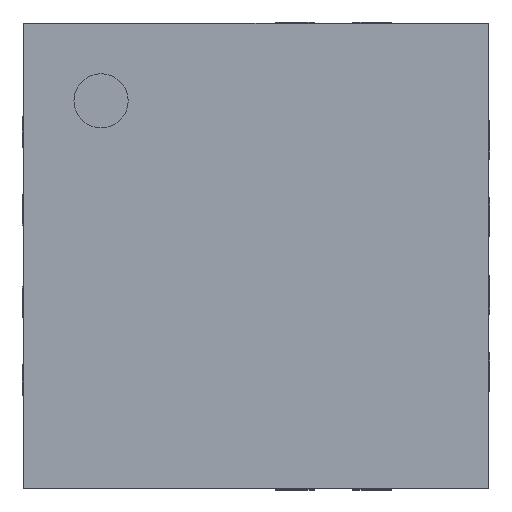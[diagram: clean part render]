
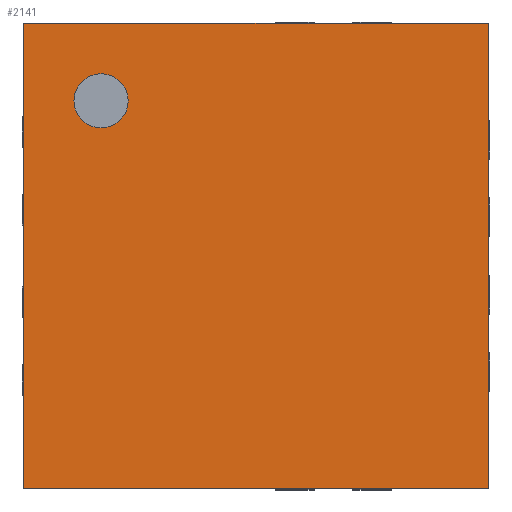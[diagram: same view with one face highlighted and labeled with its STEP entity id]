
A CAD part, top view. The second image highlights one B-rep face of the part: STEP entity #2141.
In plain terms, the highlighted planar face has unit normal (0, 0, 1).
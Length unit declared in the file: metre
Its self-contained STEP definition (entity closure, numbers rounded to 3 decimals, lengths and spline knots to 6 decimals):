
#61=CIRCLE('',#2961,0.000175);
#201=ORIENTED_EDGE('',*,*,#786,.F.);
#202=ORIENTED_EDGE('',*,*,#699,.F.);
#203=ORIENTED_EDGE('',*,*,#778,.T.);
#204=ORIENTED_EDGE('',*,*,#781,.T.);
#205=ORIENTED_EDGE('',*,*,#691,.F.);
#691=EDGE_CURVE('',#993,#994,#1187,.T.);
#699=EDGE_CURVE('',#1001,#993,#1195,.T.);
#778=EDGE_CURVE('',#1001,#1070,#1254,.T.);
#781=EDGE_CURVE('',#1070,#994,#1257,.T.);
#786=EDGE_CURVE('',#1073,#1073,#61,.T.);
#993=VERTEX_POINT('',#3667);
#994=VERTEX_POINT('',#3669);
#1001=VERTEX_POINT('',#3684);
#1070=VERTEX_POINT('',#3836);
#1073=VERTEX_POINT('',#3850);
#1187=LINE('',#3668,#1447);
#1195=LINE('',#3685,#1455);
#1254=LINE('',#3837,#1514);
#1257=LINE('',#3841,#1517);
#1447=VECTOR('',#3095,1.);
#1455=VECTOR('',#3105,1.);
#1514=VECTOR('',#3212,1.);
#1517=VECTOR('',#3217,1.);
#1710=EDGE_LOOP('',(#201));
#1711=EDGE_LOOP('',(#202,#203,#204,#205));
#1824=FACE_BOUND('',#1710,.T.);
#1825=FACE_BOUND('',#1711,.T.);
#1938=PLANE('',#2960);
#2141=ADVANCED_FACE('',(#1824,#1825),#1938,.T.);
#2960=AXIS2_PLACEMENT_3D('',#3848,#3222,#3223);
#2961=AXIS2_PLACEMENT_3D('',#3849,#3224,#3225);
#3095=DIRECTION('',(-1.,0.,0.));
#3105=DIRECTION('',(0.,-1.,0.));
#3212=DIRECTION('',(-1.,0.,0.));
#3217=DIRECTION('',(0.,-1.,0.));
#3222=DIRECTION('',(0.,0.,1.));
#3223=DIRECTION('',(1.,0.,0.));
#3224=DIRECTION('',(0.,0.,1.));
#3225=DIRECTION('',(1.,0.,0.));
#3667=CARTESIAN_POINT('',(0.0015,-0.0015,0.00075));
#3668=CARTESIAN_POINT('',(0.,-0.0015,0.00075));
#3669=CARTESIAN_POINT('',(-0.0015,-0.0015,0.00075));
#3684=CARTESIAN_POINT('',(0.0015,0.0015,0.00075));
#3685=CARTESIAN_POINT('',(0.0015,0.,0.00075));
#3836=CARTESIAN_POINT('',(-0.0015,0.0015,0.00075));
#3837=CARTESIAN_POINT('',(0.,0.0015,0.00075));
#3841=CARTESIAN_POINT('',(-0.0015,0.,0.00075));
#3848=CARTESIAN_POINT('',(0.,0.,0.00075));
#3849=CARTESIAN_POINT('',(-0.001,0.001,0.00075));
#3850=CARTESIAN_POINT('',(-0.000825,0.001,0.00075));
